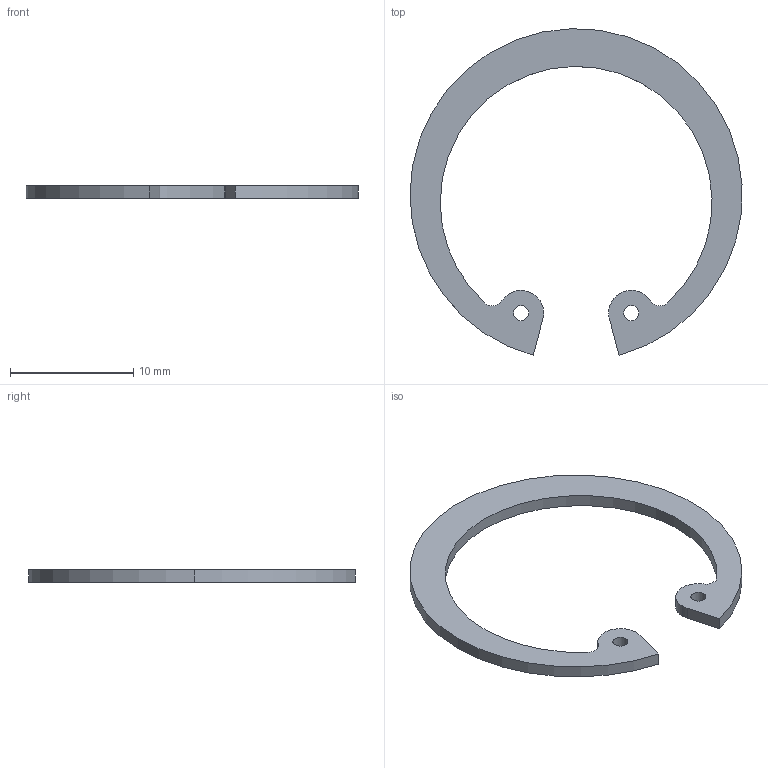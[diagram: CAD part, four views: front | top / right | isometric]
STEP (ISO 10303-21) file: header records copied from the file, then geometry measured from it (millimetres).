
FILE_DESCRIPTION(('HOOPS Exchange Step'),'2;1');
FILE_NAME('Anneau elastique du bouchon.step','2018-12-28T16:46:15+00:00',('SYSTEM'),('Unknown organisation'),'HOOPS Exchange 10.0','HOOPS Exchange','Unknown authorisation');
FILE_SCHEMA( ('AUTOMOTIVE_DESIGN { 1 0 10303 214 1 1 1 1 }') );
Length unit declared in the file: millimetre
Products named in the file (2): Défaut; Anneau elastique du bouchon
Assembly tree (1 placements, depth 2):
  Anneau elastique du bouchon
    Défaut
Bounding box: 26.98 x 26.53 x 1 mm (x, y, z)
Volume: 193.1 mm3; surface area: 544.6 mm2
Topology: 1 solids, 1 shells, 15 faces, 41 edges, 28 vertices
Faces by surface type: cylinder 11, plane 4
Full cylindrical faces by diameter (mm): 1.227 x2
Entity records: 550 total; most frequent: DIRECTION 101, CARTESIAN_POINT 87, ORIENTED_EDGE 82, AXIS2_PLACEMENT_3D 42, EDGE_CURVE 41, VERTEX_POINT 28, CIRCLE 24, EDGE_LOOP 19
